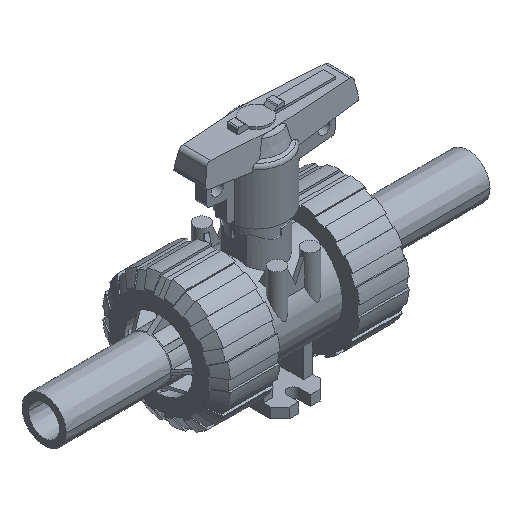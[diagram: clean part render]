
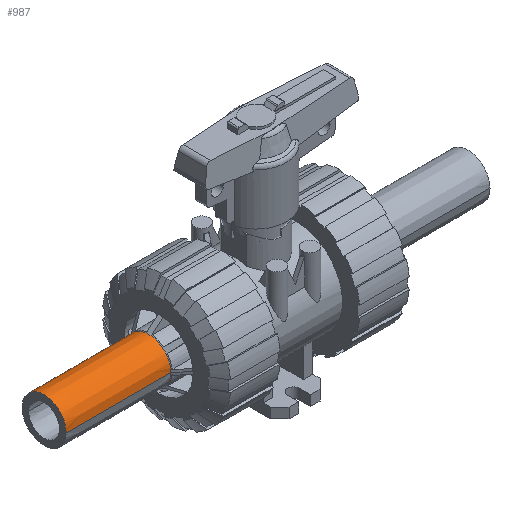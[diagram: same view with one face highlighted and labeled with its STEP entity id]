
A CAD part, isometric view. The second image highlights one B-rep face of the part: STEP entity #987.
In plain terms, the highlighted conical face has half-angle 0.06 degrees and reference radius 10.051 mm.
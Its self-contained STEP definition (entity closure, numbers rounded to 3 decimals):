
#987=ADVANCED_FACE('',(#2235),#2236,.T.);
#2235=FACE_OUTER_BOUND('',#3805,.T.);
#2236=CONICAL_SURFACE('',#3806,10.051,0.001);
#3805=EDGE_LOOP('',(#6369,#6370,#6371,#6372));
#3806=AXIS2_PLACEMENT_3D('',#6373,#6374,#6375);
#6369=ORIENTED_EDGE('',*,*,#10448,.T.);
#6370=ORIENTED_EDGE('',*,*,#10449,.F.);
#6371=ORIENTED_EDGE('',*,*,#10450,.F.);
#6372=ORIENTED_EDGE('',*,*,#10451,.T.);
#6373=CARTESIAN_POINT('',(-47.652,0.0,33.0));
#6374=DIRECTION('',(1.0,0.0,0.0));
#6375=DIRECTION('',(0.0,-1.0,0.0));
#10448=EDGE_CURVE('',#12713,#12714,#12715,.T.);
#10449=EDGE_CURVE('',#12716,#12714,#12717,.T.);
#10450=EDGE_CURVE('',#12718,#12716,#12719,.T.);
#10451=EDGE_CURVE('',#12718,#12713,#12720,.T.);
#12713=VERTEX_POINT('',#16568);
#12714=VERTEX_POINT('',#16569);
#12715=CIRCLE('',#16570,10.0);
#12716=VERTEX_POINT('',#16571);
#12717=LINE('',#16572,#16573);
#12718=VERTEX_POINT('',#16574);
#12719=CIRCLE('',#16575,10.05);
#12720=LINE('',#16576,#16577);
#16568=CARTESIAN_POINT('',(-96.0,10.0,33.0));
#16569=CARTESIAN_POINT('',(-96.0,-10.0,33.0));
#16570=AXIS2_PLACEMENT_3D('',#21455,#21456,#21457);
#16571=CARTESIAN_POINT('',(-48.6,-10.05,33.0));
#16572=CARTESIAN_POINT('',(-48.6,-10.05,33.0));
#16573=VECTOR('',#21458,47.4);
#16574=CARTESIAN_POINT('',(-48.6,10.05,33.0));
#16575=AXIS2_PLACEMENT_3D('',#21459,#21460,#21461);
#16576=CARTESIAN_POINT('',(-48.6,10.05,33.0));
#16577=VECTOR('',#21462,47.4);
#21455=CARTESIAN_POINT('',(-96.,0.0,33.0));
#21456=DIRECTION('',(1.0,0.0,0.0));
#21457=DIRECTION('',(0.0,1.0,0.0));
#21458=DIRECTION('',(-1.,0.001,0.));
#21459=CARTESIAN_POINT('',(-48.6,0.0,33.0));
#21460=DIRECTION('',(1.0,0.0,-0.0));
#21461=DIRECTION('',(0.0,1.0,0.));
#21462=DIRECTION('',(-1.,-0.001,0.));
